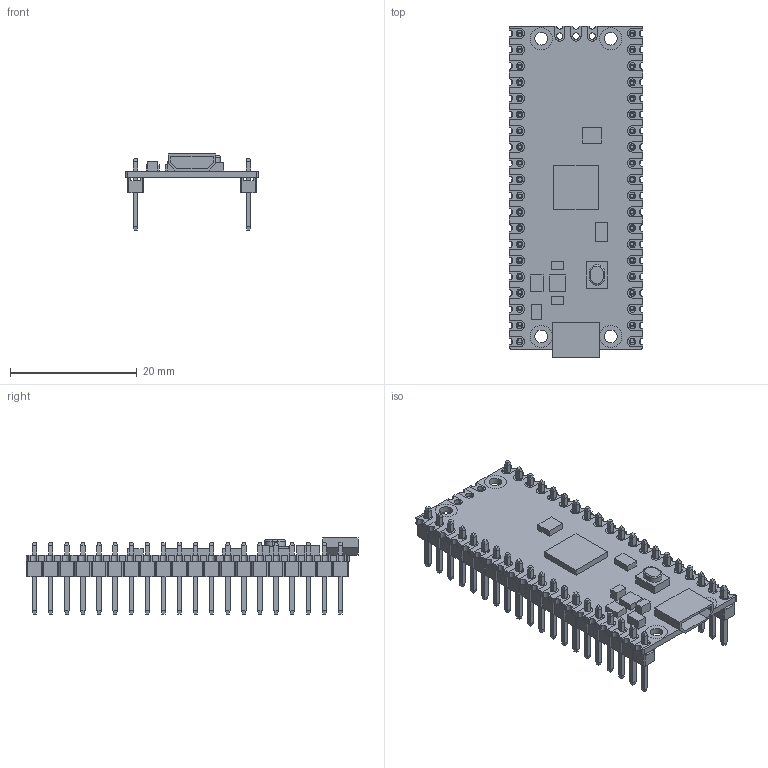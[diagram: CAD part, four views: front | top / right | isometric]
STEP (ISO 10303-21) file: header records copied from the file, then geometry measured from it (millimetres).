
FILE_DESCRIPTION(/* description */ (''),/* implementation_level */ '2;1');
FILE_NAME(/* name */ 'Pi Pico.step',/* time_stamp */ '2022-09-01T21:19:38+02:00',/* author */ (''),/* organization */ (''),/* preprocessor_version */ 'ST-DEVELOPER v19',/* originating_system */ 'Autodesk Translation Framework v11.7.0.108',/* authorisation */ '');
FILE_SCHEMA (('AUTOMOTIVE_DESIGN { 1 0 10303 214 3 1 1 }'));
Length unit declared in the file: millimetre
Products named in the file (43): Pi Pico; Pi Pico_1; goldpin v1; goldpin v1_1; goldpin v1_2; goldpin v1_3; goldpin v1_4; goldpin v1_5; goldpin v1_6; goldpin v1_7; goldpin v1_8; goldpin v1_9; goldpin v1_10; goldpin v1_11; goldpin v1_12; goldpin v1_13; goldpin v1_14; goldpin v1_15; goldpin v1_16; goldpin v1_17; goldpin v1_18; goldpin v1_19; goldpin v1_20; goldpin v1_21; goldpin v1_22; goldpin v1_23; goldpin v1_24; goldpin v1_25; goldpin v1_26; goldpin v1_27; goldpin v1_28; goldpin v1_29; goldpin v1_30; goldpin v1_31; goldpin v1_32; goldpin v1_33; goldpin v1_34; goldpin v1_35; goldpin v1_36; goldpin v1_37 ...
Assembly tree (81 placements, depth 3):
  Pi Pico
    Pi Pico_1
    goldpin v1
      Pin
    goldpin v1_1
      Pin
    goldpin v1_2
      Pin
    goldpin v1_3
      Pin
    goldpin v1_4
      Pin
    goldpin v1_5
      Pin
    goldpin v1_6
      Pin
    goldpin v1_7
      Pin
    goldpin v1_8
      Pin
    goldpin v1_9
      Pin
    goldpin v1_10
      Pin
    goldpin v1_11
      Pin
    goldpin v1_12
      Pin
    goldpin v1_13
      Pin
    goldpin v1_14
      Pin
    goldpin v1_15
      Pin
    goldpin v1_16
      Pin
    goldpin v1_17
      Pin
    goldpin v1_18
      Pin
    goldpin v1_19
      Pin
    goldpin v1_20
      Pin
    goldpin v1_21
      Pin
    goldpin v1_22
      Pin
    goldpin v1_23
      Pin
    goldpin v1_24
      Pin
    goldpin v1_25
      Pin
    goldpin v1_26
      Pin
    goldpin v1_27
      Pin
    goldpin v1_28
      Pin
Bounding box: 21 x 52.4 x 12 mm (x, y, z)
Volume: 1891.7 mm3; surface area: 6419 mm2
Topology: 138 solids, 138 shells, 1947 faces, 4683 edges, 3014 vertices
Faces by surface type: plane 1753, cylinder 192, torus 2
Full cylindrical faces by diameter (mm): 1 x43, 2 x4, 3.5 x8
Entity records: 21947 total; most frequent: DIRECTION 3751, CARTESIAN_POINT 3684, ORIENTED_EDGE 3438, EDGE_CURVE 1719, LINE 1333, VECTOR 1333, AXIS2_PLACEMENT_3D 1209, VERTEX_POINT 1142
